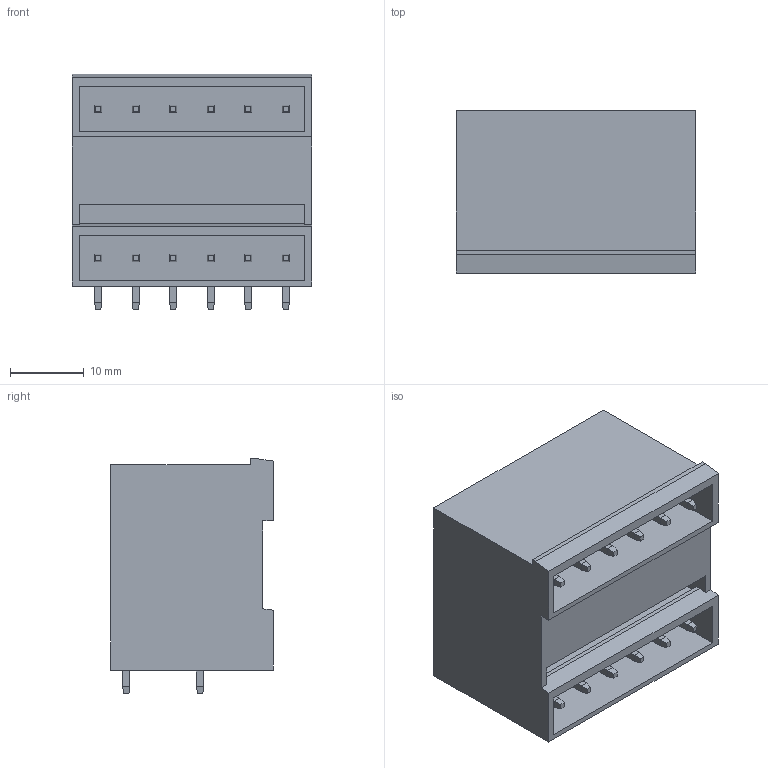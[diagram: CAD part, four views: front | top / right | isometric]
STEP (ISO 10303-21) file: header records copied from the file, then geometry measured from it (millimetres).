
FILE_DESCRIPTION(('CATIA V5 STEP Exchange','CAx-IF Rec.Pracs.--- Model Styling and Organization---1.2---2011-12-15'),'2;1');
FILE_NAME ('D1453103_0_1601830000_1601830000.stp','2018-11-03T04:24:24+00:00',('none'),('Weidmueller'),'CATIA Version 5-6 Release 2014','CATIA V5 STEP AP214','none');
FILE_SCHEMA(('AUTOMOTIVE_DESIGN { 1 0 10303 214 1 1 1 1 }'));
Length unit declared in the file: millimetre
Products named in the file (1): 1601830000
Bounding box: 32.48 x 22 x 31.88 mm (x, y, z)
Volume: 10009.7 mm3; surface area: 10460 mm2
Topology: 13 solids, 13 shells, 298 faces, 714 edges, 444 vertices
Faces by surface type: plane 298
Entity records: 7434 total; most frequent: ORIENTED_EDGE 1428, CARTESIAN_POINT 1380, DIRECTION 868, EDGE_CURVE 714, VECTOR 618, LINE 618, VERTEX_POINT 444, EDGE_LOOP 324
